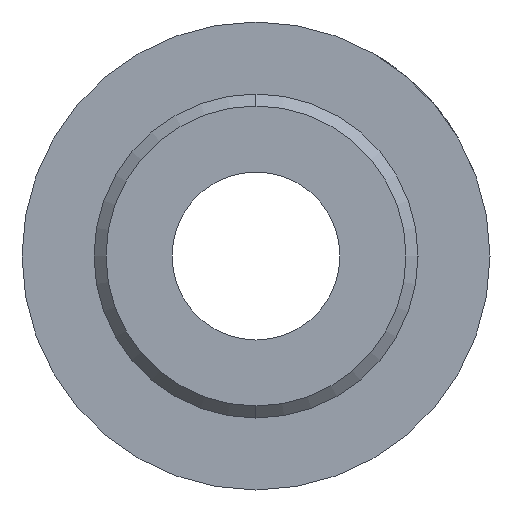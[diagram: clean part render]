
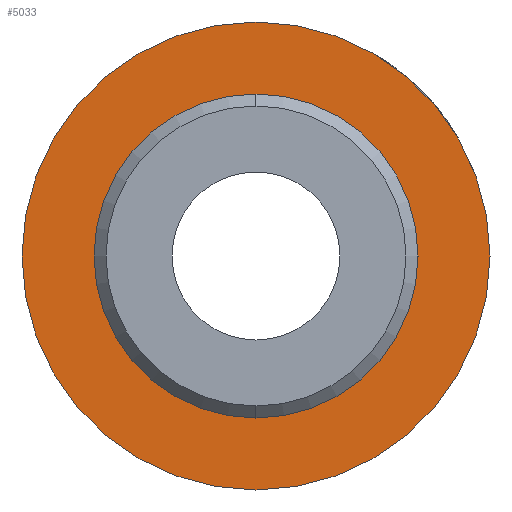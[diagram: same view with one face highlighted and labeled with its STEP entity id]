
A CAD part, left-side view. The second image highlights one B-rep face of the part: STEP entity #5033.
In plain terms, the highlighted planar face has unit normal (-1, 0, 0).
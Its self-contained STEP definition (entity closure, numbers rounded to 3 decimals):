
#308 = ORIENTED_EDGE ( 'NONE', *, *, #5469, .F. ) ;
#391 = VERTEX_POINT ( 'NONE', #4940 ) ;
#467 = AXIS2_PLACEMENT_3D ( 'NONE', #1124, #1956, #4950 ) ;
#531 = DIRECTION ( 'NONE',  ( -1., 0., 0. ) ) ;
#666 = CIRCLE ( 'NONE', #1643, 6.75 ) ;
#757 = EDGE_CURVE ( 'NONE', #1038, #391, #1974, .T. ) ;
#818 = ORIENTED_EDGE ( 'NONE', *, *, #4630, .F. ) ;
#983 = EDGE_LOOP ( 'NONE', ( #5027, #5235 ) ) ;
#1038 = VERTEX_POINT ( 'NONE', #4298 ) ;
#1124 = CARTESIAN_POINT ( 'NONE',  ( 16.5, 0., 0. ) ) ;
#1167 = EDGE_CURVE ( 'NONE', #391, #1038, #3113, .T. ) ;
#1217 = DIRECTION ( 'NONE',  ( -1., 0., 0. ) ) ;
#1344 = CARTESIAN_POINT ( 'NONE',  ( 16.5, 0., 6.75 ) ) ;
#1636 = CIRCLE ( 'NONE', #2173, 6.75 ) ;
#1643 = AXIS2_PLACEMENT_3D ( 'NONE', #1882, #1828, #3956 ) ;
#1660 = CARTESIAN_POINT ( 'NONE',  ( 16.5, 0., 0. ) ) ;
#1828 = DIRECTION ( 'NONE',  ( -1., 0., 0. ) ) ;
#1882 = CARTESIAN_POINT ( 'NONE',  ( 16.5, 0., 0. ) ) ;
#1956 = DIRECTION ( 'NONE',  ( -1., 0., 0. ) ) ;
#1974 = CIRCLE ( 'NONE', #4171, 9.75 ) ;
#2069 = FACE_OUTER_BOUND ( 'NONE', #983, .T. ) ;
#2129 = DIRECTION ( 'NONE',  ( 0., 0., 1. ) ) ;
#2173 = AXIS2_PLACEMENT_3D ( 'NONE', #1660, #1217, #2129 ) ;
#2231 = EDGE_LOOP ( 'NONE', ( #818, #308 ) ) ;
#2953 = CARTESIAN_POINT ( 'NONE',  ( 16.5, 0., 0. ) ) ;
#3113 = CIRCLE ( 'NONE', #467, 9.75 ) ;
#3132 = VERTEX_POINT ( 'NONE', #5071 ) ;
#3221 = VERTEX_POINT ( 'NONE', #1344 ) ;
#3305 = CARTESIAN_POINT ( 'NONE',  ( 16.5, 0., 0. ) ) ;
#3956 = DIRECTION ( 'NONE',  ( 0., 0., 1. ) ) ;
#4171 = AXIS2_PLACEMENT_3D ( 'NONE', #3305, #4510, #5334 ) ;
#4278 = AXIS2_PLACEMENT_3D ( 'NONE', #2953, #531, #4628 ) ;
#4298 = CARTESIAN_POINT ( 'NONE',  ( 16.5, 0., -9.75 ) ) ;
#4510 = DIRECTION ( 'NONE',  ( -1., 0., 0. ) ) ;
#4628 = DIRECTION ( 'NONE',  ( 0., 0., 1. ) ) ;
#4630 = EDGE_CURVE ( 'NONE', #3221, #3132, #1636, .T. ) ;
#4940 = CARTESIAN_POINT ( 'NONE',  ( 16.5, 0., 9.75 ) ) ;
#4950 = DIRECTION ( 'NONE',  ( 0., 0., 1. ) ) ;
#5027 = ORIENTED_EDGE ( 'NONE', *, *, #1167, .T. ) ;
#5033 = ADVANCED_FACE ( 'NONE', ( #2069, #5455 ), #5039, .T. ) ;
#5039 = PLANE ( 'NONE',  #4278 ) ;
#5071 = CARTESIAN_POINT ( 'NONE',  ( 16.5, 0., -6.75 ) ) ;
#5235 = ORIENTED_EDGE ( 'NONE', *, *, #757, .T. ) ;
#5334 = DIRECTION ( 'NONE',  ( 0., 0., 1. ) ) ;
#5455 = FACE_BOUND ( 'NONE', #2231, .T. ) ;
#5469 = EDGE_CURVE ( 'NONE', #3132, #3221, #666, .T. ) ;
